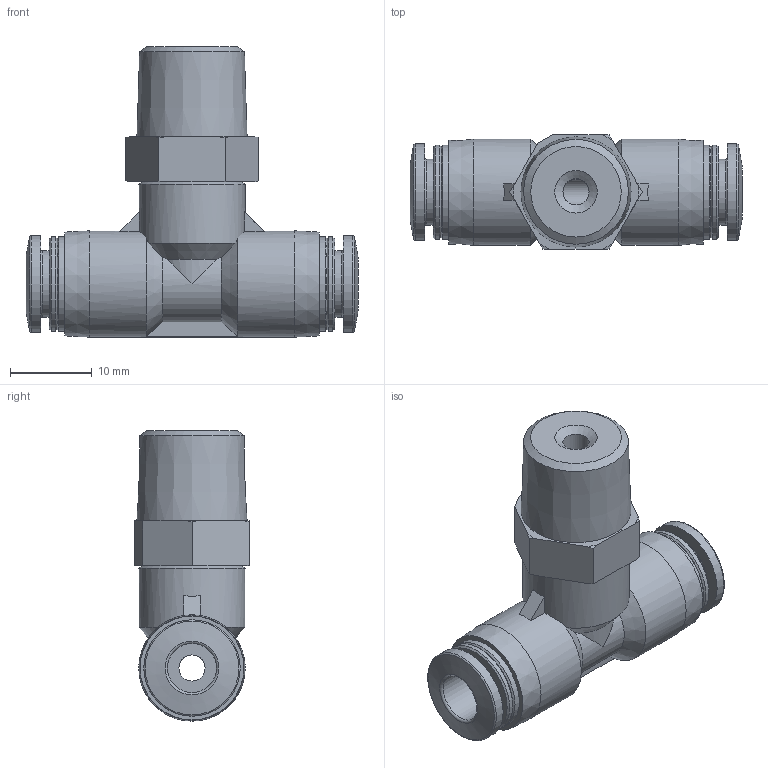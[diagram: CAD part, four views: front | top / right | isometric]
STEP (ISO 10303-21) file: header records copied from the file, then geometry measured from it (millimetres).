
FILE_DESCRIPTION(/* description */ ('STEP AP214'),/* implementation_level */ '2;1');
FILE_NAME(/* name */ '133074_NPQP-T-R14-Q6-FD-P10',/* time_stamp */ '2024-09-13T07:44:29+02:00',/* author */ ('License CC BY-ND 4.0'),/* organization */ ('CADENAS'),/* preprocessor_version */ 'ST-DEVELOPER v19.3',/* originating_system */ 'PARTsolutions',/* authorisation */ ' ');
FILE_SCHEMA (('AUTOMOTIVE_DESIGN {1 0 10303 214 3 1 1}'));
Length unit declared in the file: millimetre
Products named in the file (1): 133074 NPQP-T-R14-Q6-FD-P10
Bounding box: 40.6 x 14 x 35.5 mm (x, y, z)
Volume: 6666 mm3; surface area: 4119 mm2
Topology: 1 solids, 1 shells, 80 faces, 188 edges, 119 vertices
Faces by surface type: cone 30, plane 26, cylinder 18, torus 6
Full cylindrical faces by diameter (mm): 3.2 x2, 6 x2, 8.1 x2, 11.5 x4, 11.8 x2, 13 x2
Entity records: 2185 total; most frequent: CARTESIAN_POINT 458, DIRECTION 357, ORIENTED_EDGE 304, AXIS2_PLACEMENT_3D 160, EDGE_CURVE 152, EDGE_LOOP 127, FACE_BOUND 127, VERTEX_POINT 117
